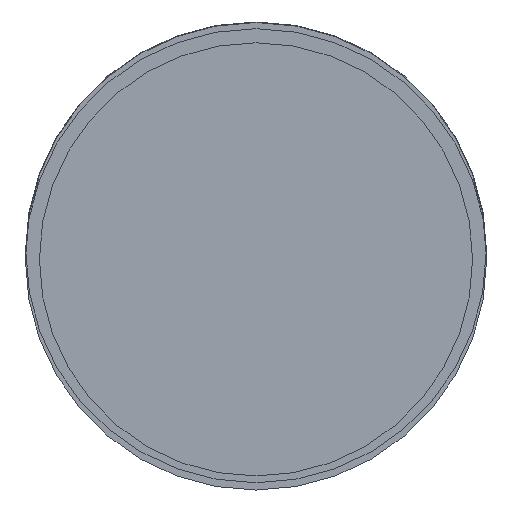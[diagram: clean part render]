
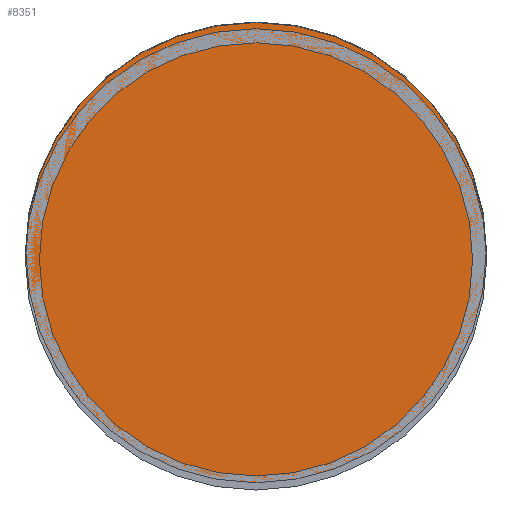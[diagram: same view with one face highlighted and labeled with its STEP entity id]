
A CAD part, left-side view. The second image highlights one B-rep face of the part: STEP entity #8351.
In plain terms, the highlighted planar face has unit normal (-1, 0, 0).
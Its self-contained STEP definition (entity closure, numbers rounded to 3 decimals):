
#11 = EDGE_LOOP ( 'NONE', ( #10692, #6460 ) ) ;
#671 = CARTESIAN_POINT ( 'NONE',  ( -156.152, 0., -62.359 ) ) ;
#1074 = CARTESIAN_POINT ( 'NONE',  ( -156.152, 0., 0. ) ) ;
#1172 = CARTESIAN_POINT ( 'NONE',  ( -156.152, 0., 0. ) ) ;
#2112 = CARTESIAN_POINT ( 'NONE',  ( -156.152, 0., 0. ) ) ;
#2320 = CIRCLE ( 'NONE', #9176, 62.359 ) ;
#2834 = FACE_OUTER_BOUND ( 'NONE', #11, .T. ) ;
#3914 = CIRCLE ( 'NONE', #10823, 62.359 ) ;
#4921 = CARTESIAN_POINT ( 'NONE',  ( -156.152, 0., 62.359 ) ) ;
#6460 = ORIENTED_EDGE ( 'NONE', *, *, #13696, .F. ) ;
#8269 = DIRECTION ( 'NONE',  ( 1., 0., 0. ) ) ;
#8351 = ADVANCED_FACE ( 'NONE', ( #2834 ), #15659, .T. ) ;
#8680 = VERTEX_POINT ( 'NONE', #671 ) ;
#9176 = AXIS2_PLACEMENT_3D ( 'NONE', #1074, #9701, #13294 ) ;
#9701 = DIRECTION ( 'NONE',  ( 1., 0., 0. ) ) ;
#10692 = ORIENTED_EDGE ( 'NONE', *, *, #11271, .F. ) ;
#10823 = AXIS2_PLACEMENT_3D ( 'NONE', #2112, #8269, #13417 ) ;
#11271 = EDGE_CURVE ( 'NONE', #8680, #14656, #3914, .T. ) ;
#12354 = DIRECTION ( 'NONE',  ( 0., 0., 1. ) ) ;
#12809 = AXIS2_PLACEMENT_3D ( 'NONE', #1172, #13384, #12354 ) ;
#13294 = DIRECTION ( 'NONE',  ( 0., 0., -1. ) ) ;
#13384 = DIRECTION ( 'NONE',  ( -1., 0., 0. ) ) ;
#13417 = DIRECTION ( 'NONE',  ( 0., 0., -1. ) ) ;
#13696 = EDGE_CURVE ( 'NONE', #14656, #8680, #2320, .T. ) ;
#14656 = VERTEX_POINT ( 'NONE', #4921 ) ;
#15659 = PLANE ( 'NONE',  #12809 ) ;
